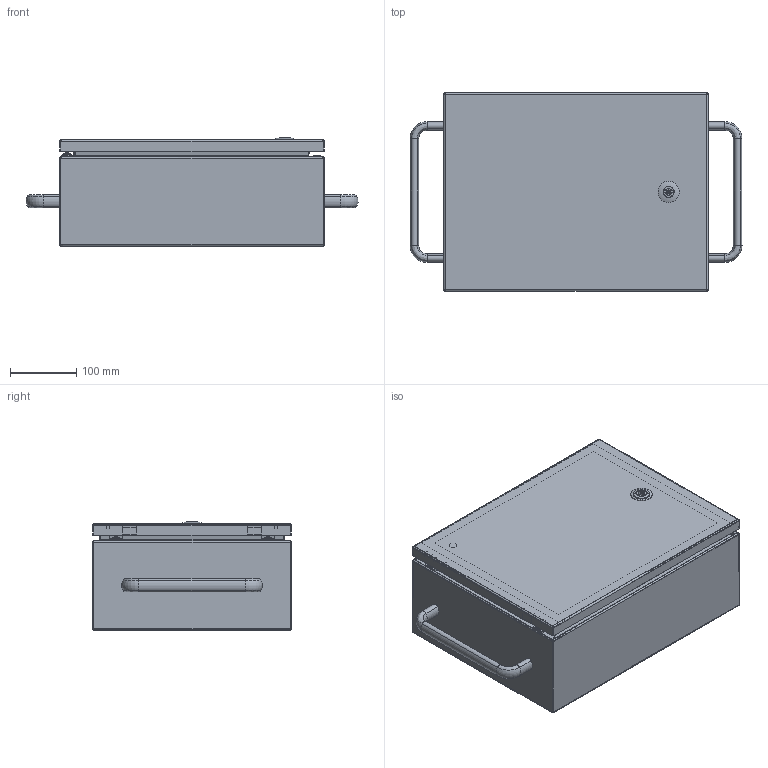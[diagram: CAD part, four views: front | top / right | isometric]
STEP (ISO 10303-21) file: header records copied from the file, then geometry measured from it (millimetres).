
FILE_DESCRIPTION (( 'STEP AP203' ), '1' );
FILE_NAME ('56450202.STEP', '2020-02-18T12:50:48', ( 'Ifina' ), ( 'Ifina' ), 'SwSTEP 2.0', 'SolidWorks 2018', '' );
FILE_SCHEMA (( 'CONFIG_CONTROL_DESIGN' ));
Length unit declared in the file: millimetre
Products named in the file (31): 40000039760; 40000039733; 40100000251; 84000; 83140; 56899; 42382; 93379; 82410_56899_367x293; _7-080.01_17760D; 42443; _7-080.01_200-0528_28; _7-080.01_00058055; 00047704A; _200-9123_B1; 86003_Bl.1,25; 42445; 40000039721; 56450202; 40000019920; _7-080.01_00001196; _7-080.01_00024768; 42442; 83031; _7-080.01_00000688; _100-9601; 00047700A; 40000037410; 94084; 93442; 82154
Assembly tree (45 placements, depth 3):
  56450202
    40100000251
      40000039733
      86003_Bl.1,25  x4
      40000039760
    42443  x2
    83140  x2
    93442  x2
    56899
      42382
      93379
      82410_56899_367x293
      42442  x2
    42445  x2
    83031  x2
    40000037410
      _100-9601
      _200-9123_B1
      _7-080.01_00000688
      _7-080.01_00001196
      _7-080.01_200-0528_28
      _7-080.01_00024768
      _7-080.01_00058055
      _7-080.01_17760D
    84000
      00047700A
      00047704A
    82154  x4
    40000039721  x2
    40000019920  x4
  94084
Bounding box: 501.9 x 300 x 163.64 mm (x, y, z)
Volume: 938612 mm3; surface area: 1187053.1 mm2
Topology: 41 solids, 41 shells, 1189 faces, 2751 edges, 1664 vertices
Faces by surface type: plane 556, cylinder 403, bspline 110, torus 63, cone 55, sphere 2
Full cylindrical faces by diameter (mm): 3 x1, 3.2 x2, 4 x16, 4.2 x4, 4.917 x5, 5 x2, 5.3 x2, 5.9 x4, 6 x12, 6.5 x2, 7 x12, 7.1 x8, 9 x4, 9.1 x1, 9.9 x1, 10 x5, 10.5 x1, 12 x1, 12.8 x1, 13.3 x1, 13.5 x1, 14 x4, 15 x2, 15.4 x1, 16 x1, 16.1 x1, 19.5 x1, 20.376 x1, 22 x1, 32 x1
Entity records: 34110 total; most frequent: CARTESIAN_POINT 10477, ORIENTED_EDGE 4066, DIRECTION 3992, EDGE_CURVE 2033, AXIS2_PLACEMENT_3D 1397, VERTEX_POINT 1288, LINE 1198, VECTOR 1198
